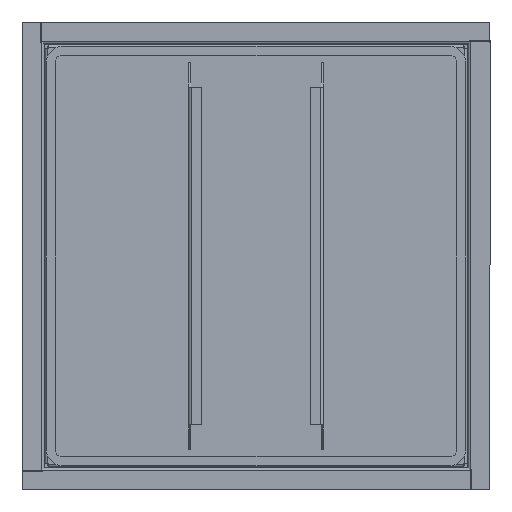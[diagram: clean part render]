
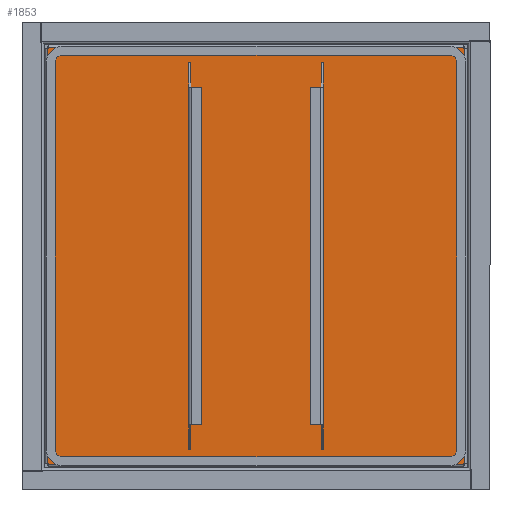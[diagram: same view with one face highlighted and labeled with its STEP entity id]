
A CAD part, front view. The second image highlights one B-rep face of the part: STEP entity #1853.
In plain terms, the highlighted face is planar.
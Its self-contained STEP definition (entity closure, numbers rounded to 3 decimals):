
#43 = EDGE_CURVE ( 'NONE', #652, #2185, #1967, .T. ) ;
#59 = ORIENTED_EDGE ( 'NONE', *, *, #772, .F. ) ;
#175 = CARTESIAN_POINT ( 'NONE',  ( 188.1, 191.1, 19. ) ) ;
#179 = CARTESIAN_POINT ( 'NONE',  ( 188.5, 188.1, 19. ) ) ;
#259 = VECTOR ( 'NONE', #1150, 1000. ) ;
#320 = CARTESIAN_POINT ( 'NONE',  ( -188.5, -188.1, 19. ) ) ;
#343 = LINE ( 'NONE', #2770, #3374 ) ;
#378 = PLANE ( 'NONE',  #1791 ) ;
#392 = VECTOR ( 'NONE', #1100, 1000. ) ;
#429 = DIRECTION ( 'NONE',  ( 0., 1., 0. ) ) ;
#437 = EDGE_CURVE ( 'NONE', #1052, #693, #3161, .T. ) ;
#493 = CARTESIAN_POINT ( 'NONE',  ( 188.1, -188.1, 19. ) ) ;
#517 = EDGE_CURVE ( 'NONE', #2087, #1972, #2113, .T. ) ;
#570 = DIRECTION ( 'NONE',  ( -1., 0., 0. ) ) ;
#583 = CARTESIAN_POINT ( 'NONE',  ( -188.1, 191.1, 19. ) ) ;
#635 = CARTESIAN_POINT ( 'NONE',  ( 188.5, 188.1, 19. ) ) ;
#636 = DIRECTION ( 'NONE',  ( 0., 1., 0. ) ) ;
#652 = VERTEX_POINT ( 'NONE', #2878 ) ;
#693 = VERTEX_POINT ( 'NONE', #3380 ) ;
#698 = EDGE_LOOP ( 'NONE', ( #2077, #3082, #1068, #3409, #1541, #2337, #3282, #59, #2989, #2753, #3256, #801 ) ) ;
#755 = LINE ( 'NONE', #635, #1008 ) ;
#772 = EDGE_CURVE ( 'NONE', #1217, #2940, #3035, .T. ) ;
#801 = ORIENTED_EDGE ( 'NONE', *, *, #1022, .F. ) ;
#813 = VECTOR ( 'NONE', #570, 1000. ) ;
#884 = VERTEX_POINT ( 'NONE', #493 ) ;
#1008 = VECTOR ( 'NONE', #3338, 1000. ) ;
#1014 = DIRECTION ( 'NONE',  ( 1., 0., 0. ) ) ;
#1020 = EDGE_CURVE ( 'NONE', #2185, #2087, #3449, .T. ) ;
#1022 = EDGE_CURVE ( 'NONE', #1972, #2181, #3259, .T. ) ;
#1032 = DIRECTION ( 'NONE',  ( -1., 0., 0. ) ) ;
#1052 = VERTEX_POINT ( 'NONE', #2195 ) ;
#1068 = ORIENTED_EDGE ( 'NONE', *, *, #43, .F. ) ;
#1081 = VERTEX_POINT ( 'NONE', #3250 ) ;
#1100 = DIRECTION ( 'NONE',  ( -1., 0., 0. ) ) ;
#1150 = DIRECTION ( 'NONE',  ( 0., -1., 0. ) ) ;
#1217 = VERTEX_POINT ( 'NONE', #1264 ) ;
#1259 = EDGE_CURVE ( 'NONE', #1081, #652, #3262, .T. ) ;
#1264 = CARTESIAN_POINT ( 'NONE',  ( 188.1, 188.1, 19. ) ) ;
#1342 = EDGE_CURVE ( 'NONE', #2181, #1052, #343, .T. ) ;
#1350 = DIRECTION ( 'NONE',  ( 0., 0., -1. ) ) ;
#1401 = CARTESIAN_POINT ( 'NONE',  ( -188.1, 188.5, 19. ) ) ;
#1416 = DIRECTION ( 'NONE',  ( 1., 0., 0. ) ) ;
#1469 = VERTEX_POINT ( 'NONE', #2062 ) ;
#1541 = ORIENTED_EDGE ( 'NONE', *, *, #3092, .F. ) ;
#1683 = CARTESIAN_POINT ( 'NONE',  ( -191.1, 188.1, 19. ) ) ;
#1685 = VECTOR ( 'NONE', #3063, 1000. ) ;
#1729 = DIRECTION ( 'NONE',  ( 0., 1., 0. ) ) ;
#1791 = AXIS2_PLACEMENT_3D ( 'NONE', #1797, #1350, #3052 ) ;
#1797 = CARTESIAN_POINT ( 'NONE',  ( -191.1, 191.1, 19. ) ) ;
#1853 = ADVANCED_FACE ( 'NONE', ( #2267 ), #378, .F. ) ;
#1967 = LINE ( 'NONE', #583, #3271 ) ;
#1972 = VERTEX_POINT ( 'NONE', #2655 ) ;
#2039 = LINE ( 'NONE', #2782, #1685 ) ;
#2062 = CARTESIAN_POINT ( 'NONE',  ( 188.5, -188.1, 19. ) ) ;
#2077 = ORIENTED_EDGE ( 'NONE', *, *, #517, .F. ) ;
#2087 = VERTEX_POINT ( 'NONE', #2305 ) ;
#2113 = LINE ( 'NONE', #320, #2380 ) ;
#2179 = DIRECTION ( 'NONE',  ( 1., 0., 0. ) ) ;
#2181 = VERTEX_POINT ( 'NONE', #3316 ) ;
#2185 = VERTEX_POINT ( 'NONE', #3188 ) ;
#2195 = CARTESIAN_POINT ( 'NONE',  ( -188.1, 188.5, 19. ) ) ;
#2263 = EDGE_CURVE ( 'NONE', #693, #1217, #2299, .T. ) ;
#2267 = FACE_OUTER_BOUND ( 'NONE', #698, .T. ) ;
#2268 = VECTOR ( 'NONE', #1032, 1000. ) ;
#2274 = CARTESIAN_POINT ( 'NONE',  ( -191.1, 188.1, 19. ) ) ;
#2299 = LINE ( 'NONE', #175, #259 ) ;
#2305 = CARTESIAN_POINT ( 'NONE',  ( -188.5, -188.1, 19. ) ) ;
#2337 = ORIENTED_EDGE ( 'NONE', *, *, #2716, .F. ) ;
#2340 = CARTESIAN_POINT ( 'NONE',  ( 188.1, -188.5, 19. ) ) ;
#2380 = VECTOR ( 'NONE', #1729, 1000. ) ;
#2383 = VECTOR ( 'NONE', #1416, 1000. ) ;
#2393 = VECTOR ( 'NONE', #1014, 1000. ) ;
#2466 = CARTESIAN_POINT ( 'NONE',  ( -191.1, -188.1, 19. ) ) ;
#2625 = EDGE_CURVE ( 'NONE', #2940, #1469, #755, .T. ) ;
#2655 = CARTESIAN_POINT ( 'NONE',  ( -188.5, 188.1, 19. ) ) ;
#2687 = VECTOR ( 'NONE', #2179, 1000. ) ;
#2716 = EDGE_CURVE ( 'NONE', #1469, #884, #2719, .T. ) ;
#2719 = LINE ( 'NONE', #2466, #2268 ) ;
#2753 = ORIENTED_EDGE ( 'NONE', *, *, #437, .F. ) ;
#2770 = CARTESIAN_POINT ( 'NONE',  ( -188.1, 191.1, 19. ) ) ;
#2782 = CARTESIAN_POINT ( 'NONE',  ( 188.1, 191.1, 19. ) ) ;
#2878 = CARTESIAN_POINT ( 'NONE',  ( -188.1, -188.5, 19. ) ) ;
#2901 = CARTESIAN_POINT ( 'NONE',  ( -191.1, -188.1, 19. ) ) ;
#2940 = VERTEX_POINT ( 'NONE', #179 ) ;
#2989 = ORIENTED_EDGE ( 'NONE', *, *, #2263, .F. ) ;
#3035 = LINE ( 'NONE', #2274, #2383 ) ;
#3052 = DIRECTION ( 'NONE',  ( -1., 0., 0. ) ) ;
#3063 = DIRECTION ( 'NONE',  ( 0., -1., 0. ) ) ;
#3082 = ORIENTED_EDGE ( 'NONE', *, *, #1020, .F. ) ;
#3092 = EDGE_CURVE ( 'NONE', #884, #1081, #2039, .T. ) ;
#3161 = LINE ( 'NONE', #1401, #2687 ) ;
#3188 = CARTESIAN_POINT ( 'NONE',  ( -188.1, -188.1, 19. ) ) ;
#3250 = CARTESIAN_POINT ( 'NONE',  ( 188.1, -188.5, 19. ) ) ;
#3256 = ORIENTED_EDGE ( 'NONE', *, *, #1342, .F. ) ;
#3259 = LINE ( 'NONE', #1683, #2393 ) ;
#3262 = LINE ( 'NONE', #2340, #813 ) ;
#3271 = VECTOR ( 'NONE', #636, 1000. ) ;
#3282 = ORIENTED_EDGE ( 'NONE', *, *, #2625, .F. ) ;
#3316 = CARTESIAN_POINT ( 'NONE',  ( -188.1, 188.1, 19. ) ) ;
#3338 = DIRECTION ( 'NONE',  ( 0., -1., 0. ) ) ;
#3374 = VECTOR ( 'NONE', #429, 1000. ) ;
#3380 = CARTESIAN_POINT ( 'NONE',  ( 188.1, 188.5, 19. ) ) ;
#3409 = ORIENTED_EDGE ( 'NONE', *, *, #1259, .F. ) ;
#3449 = LINE ( 'NONE', #2901, #392 ) ;
